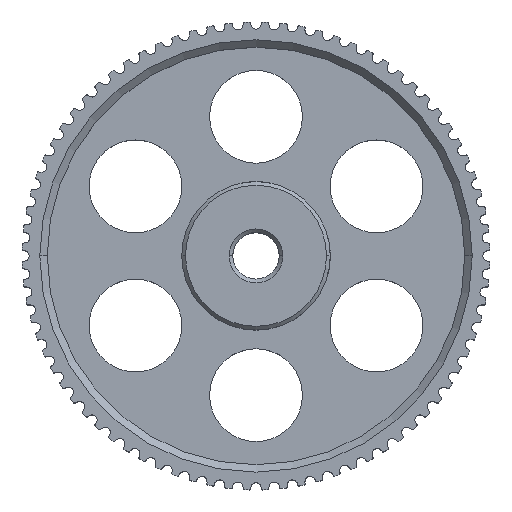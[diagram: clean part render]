
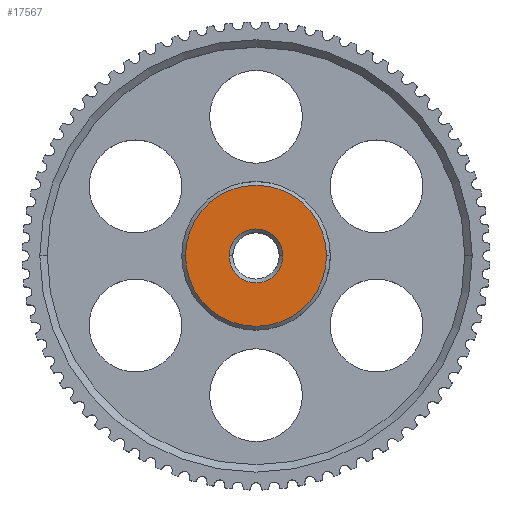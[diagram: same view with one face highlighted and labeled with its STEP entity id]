
A CAD part, top view. The second image highlights one B-rep face of the part: STEP entity #17567.
In plain terms, the highlighted planar face has unit normal (0, 0, 1).
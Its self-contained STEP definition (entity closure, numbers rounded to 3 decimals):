
#203 = AXIS2_PLACEMENT_3D ( 'NONE', #18547, #20378, #7202 ) ;
#880 = AXIS2_PLACEMENT_3D ( 'NONE', #15252, #2313, #2386 ) ;
#1300 = CIRCLE ( 'NONE', #880, 7.6 ) ;
#1301 = CARTESIAN_POINT ( 'NONE',  ( 25.465, 25.465, 16. ) ) ;
#1327 = DIRECTION ( 'NONE',  ( 0., 0., -1. ) ) ;
#1384 = CARTESIAN_POINT ( 'NONE',  ( 28.365, 25.465, 16. ) ) ;
#1764 = CIRCLE ( 'NONE', #14977, 7.6 ) ;
#2313 = DIRECTION ( 'NONE',  ( 0., 0., 1. ) ) ;
#2386 = DIRECTION ( 'NONE',  ( 1., 0., 0. ) ) ;
#2976 = FACE_BOUND ( 'NONE', #4370, .T. ) ;
#3096 = AXIS2_PLACEMENT_3D ( 'NONE', #6676, #11474, #3435 ) ;
#3435 = DIRECTION ( 'NONE',  ( 1., 0., 0. ) ) ;
#3765 = ORIENTED_EDGE ( 'NONE', *, *, #6444, .T. ) ;
#4043 = EDGE_CURVE ( 'NONE', #14004, #19300, #10556, .T. ) ;
#4188 = CARTESIAN_POINT ( 'NONE',  ( 22.565, 25.465, 16. ) ) ;
#4370 = EDGE_LOOP ( 'NONE', ( #4451, #16812 ) ) ;
#4451 = ORIENTED_EDGE ( 'NONE', *, *, #4043, .T. ) ;
#5546 = VERTEX_POINT ( 'NONE', #5761 ) ;
#5761 = CARTESIAN_POINT ( 'NONE',  ( 33.065, 25.465, 16. ) ) ;
#5822 = CARTESIAN_POINT ( 'NONE',  ( 25.465, 25.465, 16. ) ) ;
#6022 = CARTESIAN_POINT ( 'NONE',  ( 17.865, 25.465, 16. ) ) ;
#6444 = EDGE_CURVE ( 'NONE', #5546, #13326, #1300, .T. ) ;
#6676 = CARTESIAN_POINT ( 'NONE',  ( 25.465, 25.465, 16. ) ) ;
#7202 = DIRECTION ( 'NONE',  ( 1., 0., 0. ) ) ;
#9123 = DIRECTION ( 'NONE',  ( 1., 0., 0. ) ) ;
#9848 = PLANE ( 'NONE',  #3096 ) ;
#9868 = AXIS2_PLACEMENT_3D ( 'NONE', #5822, #1327, #12605 ) ;
#10556 = CIRCLE ( 'NONE', #203, 2.9 ) ;
#11042 = FACE_OUTER_BOUND ( 'NONE', #15616, .T. ) ;
#11474 = DIRECTION ( 'NONE',  ( 0., 0., 1. ) ) ;
#11521 = ORIENTED_EDGE ( 'NONE', *, *, #16652, .T. ) ;
#11605 = CIRCLE ( 'NONE', #9868, 2.9 ) ;
#12605 = DIRECTION ( 'NONE',  ( 1., 0., 0. ) ) ;
#13326 = VERTEX_POINT ( 'NONE', #6022 ) ;
#14004 = VERTEX_POINT ( 'NONE', #1384 ) ;
#14007 = DIRECTION ( 'NONE',  ( 0., 0., 1. ) ) ;
#14977 = AXIS2_PLACEMENT_3D ( 'NONE', #1301, #14007, #9123 ) ;
#15252 = CARTESIAN_POINT ( 'NONE',  ( 25.465, 25.465, 16. ) ) ;
#15616 = EDGE_LOOP ( 'NONE', ( #11521, #3765 ) ) ;
#16652 = EDGE_CURVE ( 'NONE', #13326, #5546, #1764, .T. ) ;
#16812 = ORIENTED_EDGE ( 'NONE', *, *, #20442, .T. ) ;
#17567 = ADVANCED_FACE ( 'NONE', ( #2976, #11042 ), #9848, .T. ) ;
#18547 = CARTESIAN_POINT ( 'NONE',  ( 25.465, 25.465, 16. ) ) ;
#19300 = VERTEX_POINT ( 'NONE', #4188 ) ;
#20378 = DIRECTION ( 'NONE',  ( 0., 0., -1. ) ) ;
#20442 = EDGE_CURVE ( 'NONE', #19300, #14004, #11605, .T. ) ;
